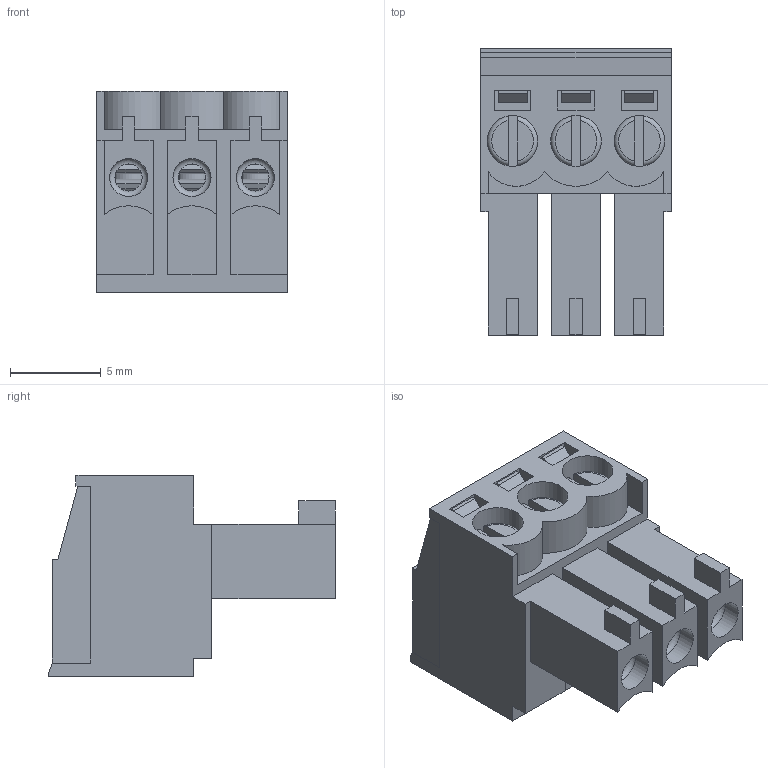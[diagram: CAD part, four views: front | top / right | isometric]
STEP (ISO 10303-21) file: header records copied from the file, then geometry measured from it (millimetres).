
FILE_DESCRIPTION( ( 'Unknown' ), '1' );
FILE_NAME( '691361100003.stp', 'Unknown', ( 'Unknown' ), ( 'Unknown' ), 'PSStep 14.0', 'Unknown', ' ' );
FILE_SCHEMA( ( 'AUTOMOTIVE_DESIGN { 1 0 10303 214 1 1 1 1 }' ) );
Length unit declared in the file: millimetre
Products named in the file (6): Assem1; 6913611000xx_CAGE; 6913611000xx_VIS; 6913611000xx_PIN; 691364100003_M; 691364100003
Assembly tree (11 placements, depth 2):
  Assem1
    6913611000xx_CAGE  x3
    6913611000xx_VIS  x3
    6913611000xx_PIN  x3
    691364100003_M
    691364100003
Bounding box: 10.5 x 15.8 x 11.1 mm (x, y, z)
Volume: 777.2 mm3; surface area: 2715.2 mm2
Topology: 11 solids, 11 shells, 454 faces, 1222 edges, 803 vertices
Faces by surface type: plane 358, cylinder 81, torus 12, cone 3
Full cylindrical faces by diameter (mm): 1.5 x3, 1.9 x9, 2.1 x3, 2.8 x6
Entity records: 11905 total; most frequent: CARTESIAN_POINT 1665, ORIENTED_EDGE 1590, DIRECTION 1511, EDGE_CURVE 795, LINE 703, VECTOR 703, VERTEX_POINT 534, AXIS2_PLACEMENT_3D 404
